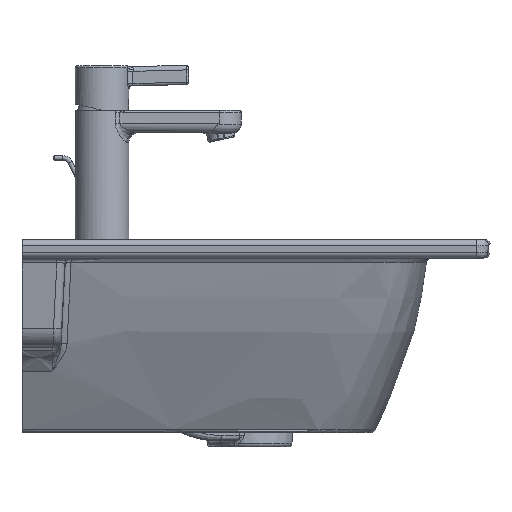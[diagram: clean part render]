
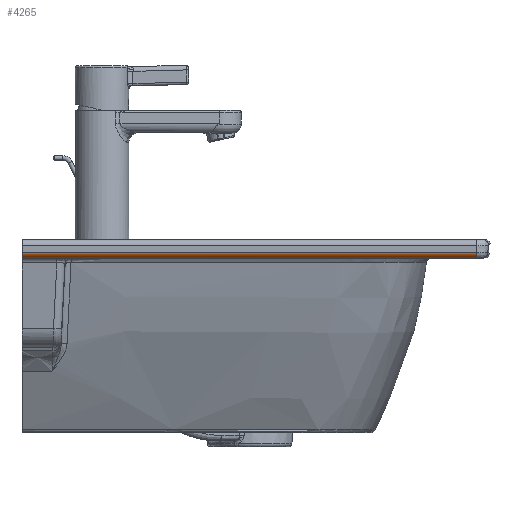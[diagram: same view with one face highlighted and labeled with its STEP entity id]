
A CAD part, front view. The second image highlights one B-rep face of the part: STEP entity #4265.
In plain terms, the highlighted cylindrical face has radius 5 mm (diameter 10 mm), a partial arc.
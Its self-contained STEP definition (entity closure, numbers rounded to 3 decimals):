
#4224=CARTESIAN_POINT('',(199.581,-409.417,-11.0));
#4225=DIRECTION('',(-1.0,0.0,0.0));
#4226=DIRECTION('',(0.0,0.0,-1.0));
#4227=AXIS2_PLACEMENT_3D('',#4224,#4225,#4226);
#4228=CYLINDRICAL_SURFACE('',#4227,5.0);
#4229=CARTESIAN_POINT('',(0.0,-409.417,-16.0));
#4230=VERTEX_POINT('',#4229);
#4231=CARTESIAN_POINT('',(387.524,-409.417,-16.));
#4232=VERTEX_POINT('',#4231);
#4233=CARTESIAN_POINT('',(387.524,-409.417,-16.0));
#4234=DIRECTION('',(-1.0,0.0,0.0));
#4235=VECTOR('',#4234,387.524);
#4236=LINE('',#4233,#4235);
#4237=EDGE_CURVE('',#4230,#4232,#4236,.F.);
#4238=ORIENTED_EDGE('',*,*,#4237,.T.);
#4239=CARTESIAN_POINT('',(387.524,-414.41,-11.262));
#4240=VERTEX_POINT('',#4239);
#4241=CARTESIAN_POINT('',(387.524,-409.417,-11.0));
#4242=DIRECTION('',(-1.0,0.0,0.0));
#4243=DIRECTION('',(0.0,1.0,0.0));
#4244=AXIS2_PLACEMENT_3D('',#4241,#4242,#4243);
#4245=CIRCLE('',#4244,5.0);
#4246=EDGE_CURVE('',#4240,#4232,#4245,.F.);
#4247=ORIENTED_EDGE('',*,*,#4246,.F.);
#4248=CARTESIAN_POINT('',(0.0,-414.41,-11.262));
#4249=VERTEX_POINT('',#4248);
#4250=CARTESIAN_POINT('',(387.524,-414.41,-11.262));
#4251=DIRECTION('',(-1.0,0.0,0.0));
#4252=VECTOR('',#4251,387.524);
#4253=LINE('',#4250,#4252);
#4254=EDGE_CURVE('',#4249,#4240,#4253,.F.);
#4255=ORIENTED_EDGE('',*,*,#4254,.F.);
#4256=CARTESIAN_POINT('',(0.,-409.417,-11.0));
#4257=DIRECTION('',(-1.0,0.0,0.0));
#4258=DIRECTION('',(0.0,1.0,0.0));
#4259=AXIS2_PLACEMENT_3D('',#4256,#4257,#4258);
#4260=CIRCLE('',#4259,5.0);
#4261=EDGE_CURVE('',#4249,#4230,#4260,.F.);
#4262=ORIENTED_EDGE('',*,*,#4261,.T.);
#4263=EDGE_LOOP('',(#4238,#4247,#4255,#4262));
#4264=FACE_OUTER_BOUND('',#4263,.T.);
#4265=ADVANCED_FACE('',(#4264),#4228,.T.);
